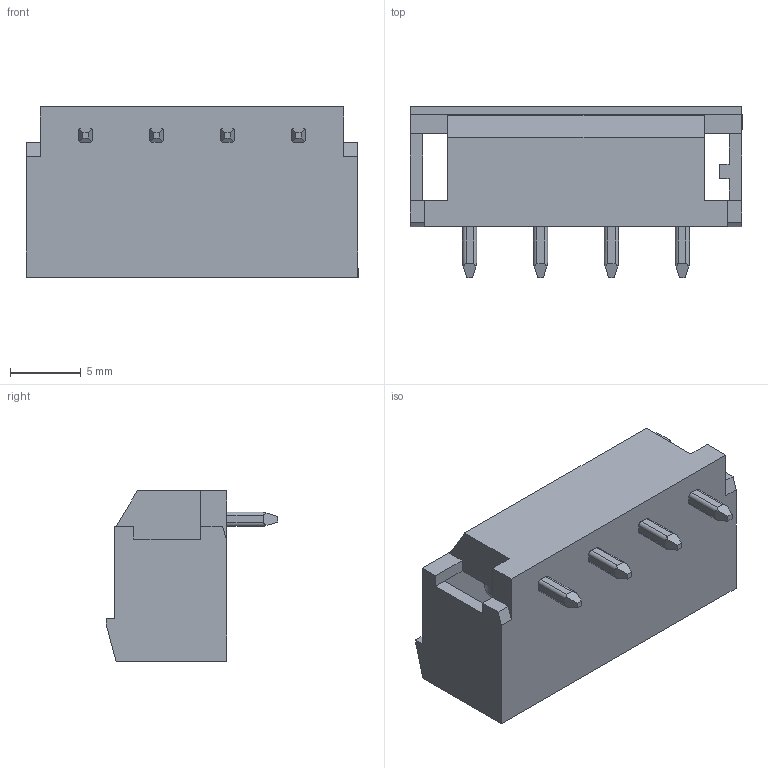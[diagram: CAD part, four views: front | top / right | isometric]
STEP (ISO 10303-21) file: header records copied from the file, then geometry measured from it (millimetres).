
FILE_DESCRIPTION (( 'STEP AP214' ), '1' );
FILE_NAME ('ME730-50004-20230323X.STEP', '2023-03-23T07:58:11', ( 'RD08' ), ( '' ), 'SwSTEP 2.0', 'SolidWorks 2016', '' );
FILE_SCHEMA (( 'AUTOMOTIVE_DESIGN' ));
Length unit declared in the file: millimetre
Products named in the file (1): ME730-50004-20230323X
Bounding box: 23.4 x 12.1 x 12 mm (x, y, z)
Volume: 1119.6 mm3; surface area: 1745.1 mm2
Topology: 1 solids, 1 shells, 187 faces, 516 edges, 340 vertices
Faces by surface type: plane 139, cylinder 40, cone 4, bspline 4
Full cylindrical faces by diameter (mm): 2.76 x4
Entity records: 6404 total; most frequent: CARTESIAN_POINT 1832, ORIENTED_EDGE 1008, DIRECTION 848, EDGE_CURVE 504, VECTOR 376, LINE 376, VERTEX_POINT 336, AXIS2_PLACEMENT_3D 236
